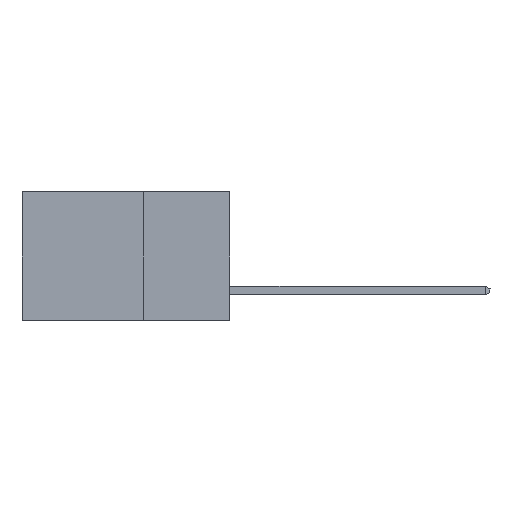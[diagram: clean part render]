
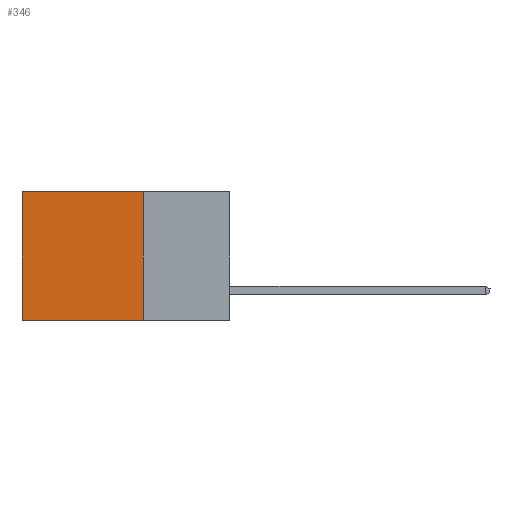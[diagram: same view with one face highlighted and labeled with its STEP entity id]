
A CAD part, left-side view. The second image highlights one B-rep face of the part: STEP entity #346.
In plain terms, the highlighted planar face has unit normal (-1, 0, 0).
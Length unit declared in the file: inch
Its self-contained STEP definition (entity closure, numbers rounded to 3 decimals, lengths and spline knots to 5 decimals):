
#329 = VERTEX_POINT ( 'NONE', #4539 ) ;
#346 = ADVANCED_FACE ( 'NONE', ( #4945 ), #5744, .F. ) ;
#362 = EDGE_CURVE ( 'NONE', #8315, #329, #3687, .T. ) ;
#990 = VERTEX_POINT ( 'NONE', #3243 ) ;
#1060 = EDGE_CURVE ( 'NONE', #990, #8315, #5060, .T. ) ;
#1307 = DIRECTION ( 'NONE',  ( 0., 1., 0. ) ) ;
#1420 = CARTESIAN_POINT ( 'NONE',  ( 0.2615, 0.25, -0.37 ) ) ;
#1512 = CARTESIAN_POINT ( 'NONE',  ( 0.2615, 0.25, -0.37 ) ) ;
#1685 = ORIENTED_EDGE ( 'NONE', *, *, #6984, .F. ) ;
#2095 = DIRECTION ( 'NONE',  ( 0., 0., -1. ) ) ;
#3243 = CARTESIAN_POINT ( 'NONE',  ( 0.2615, 0.25, 0. ) ) ;
#3292 = ORIENTED_EDGE ( 'NONE', *, *, #7619, .F. ) ;
#3464 = VECTOR ( 'NONE', #10865, 39.37008 ) ;
#3687 = LINE ( 'NONE', #9521, #11426 ) ;
#3955 = EDGE_LOOP ( 'NONE', ( #6733, #1685, #3292, #6011 ) ) ;
#4539 = CARTESIAN_POINT ( 'NONE',  ( 0.2615, 0.6, -0.37 ) ) ;
#4945 = FACE_OUTER_BOUND ( 'NONE', #3955, .T. ) ;
#5060 = LINE ( 'NONE', #5303, #3464 ) ;
#5303 = CARTESIAN_POINT ( 'NONE',  ( 0.2615, 0.25, 0. ) ) ;
#5744 = PLANE ( 'NONE',  #8889 ) ;
#6011 = ORIENTED_EDGE ( 'NONE', *, *, #1060, .T. ) ;
#6262 = VECTOR ( 'NONE', #1307, 39.37008 ) ;
#6660 = VECTOR ( 'NONE', #7645, 39.37008 ) ;
#6733 = ORIENTED_EDGE ( 'NONE', *, *, #362, .T. ) ;
#6984 = EDGE_CURVE ( 'NONE', #7801, #329, #9748, .T. ) ;
#7619 = EDGE_CURVE ( 'NONE', #990, #7801, #9474, .T. ) ;
#7645 = DIRECTION ( 'NONE',  ( 0., 0., -1. ) ) ;
#7801 = VERTEX_POINT ( 'NONE', #1512 ) ;
#8050 = CARTESIAN_POINT ( 'NONE',  ( 0.2615, 0.6, 0. ) ) ;
#8315 = VERTEX_POINT ( 'NONE', #8050 ) ;
#8889 = AXIS2_PLACEMENT_3D ( 'NONE', #9168, #10433, #11073 ) ;
#9168 = CARTESIAN_POINT ( 'NONE',  ( 0.2615, 0.25, -0.37 ) ) ;
#9474 = LINE ( 'NONE', #10567, #6660 ) ;
#9521 = CARTESIAN_POINT ( 'NONE',  ( 0.2615, 0.6, -0.37 ) ) ;
#9748 = LINE ( 'NONE', #1420, #6262 ) ;
#10433 = DIRECTION ( 'NONE',  ( 1., 0., 0. ) ) ;
#10567 = CARTESIAN_POINT ( 'NONE',  ( 0.2615, 0.25, -0.37 ) ) ;
#10865 = DIRECTION ( 'NONE',  ( 0., 1., 0. ) ) ;
#11073 = DIRECTION ( 'NONE',  ( 0., 0., -1. ) ) ;
#11426 = VECTOR ( 'NONE', #2095, 39.37008 ) ;
